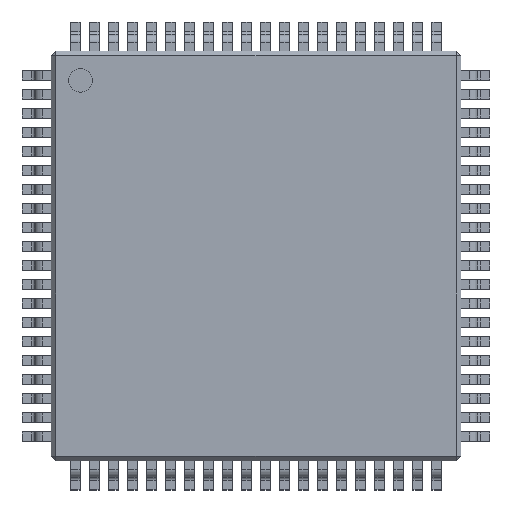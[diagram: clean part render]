
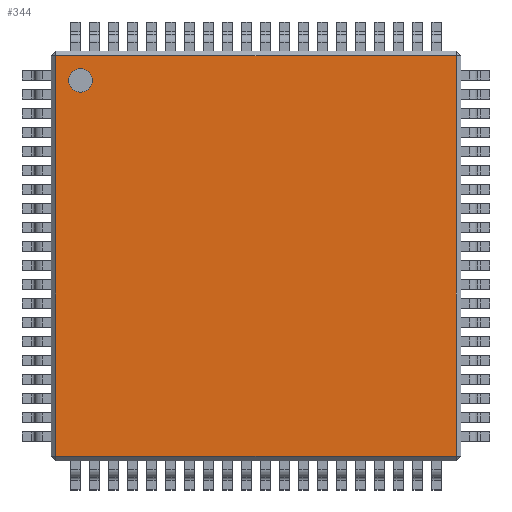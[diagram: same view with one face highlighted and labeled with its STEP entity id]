
A CAD part, top view. The second image highlights one B-rep face of the part: STEP entity #344.
In plain terms, the highlighted planar face has unit normal (0, 0, 1).
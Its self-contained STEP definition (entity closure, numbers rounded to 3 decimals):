
#13=DIRECTION('',(0.,0.,1.));
#14=DIRECTION('',(1.,0.,0.));
#144=VECTOR('',#145,1.);
#145=DIRECTION('',(0.,1.,0.));
#218=VERTEX_POINT('',#219);
#219=CARTESIAN_POINT('',(-6.85,-6.85,1.4));
#227=VERTEX_POINT('',#228);
#228=CARTESIAN_POINT('',(-6.85,6.85,1.4));
#233=ORIENTED_EDGE('',*,*,#234,.F.);
#234=EDGE_CURVE('',#218,#227,#235,.T.);
#235=LINE('',#236,#144);
#236=CARTESIAN_POINT('',(-6.85,-7.,1.4));
#302=VECTOR('',#14,1.);
#344=ADVANCED_FACE('',(#345,#363),#372,.T.);
#345=FACE_BOUND('',#346,.T.);
#346=EDGE_LOOP('',(#233,#347,#353,#359));
#347=ORIENTED_EDGE('',*,*,#348,.T.);
#348=EDGE_CURVE('',#218,#349,#351,.T.);
#349=VERTEX_POINT('',#350);
#350=CARTESIAN_POINT('',(6.85,-6.85,1.4));
#351=LINE('',#352,#302);
#352=CARTESIAN_POINT('',(-7.,-6.85,1.4));
#353=ORIENTED_EDGE('',*,*,#354,.T.);
#354=EDGE_CURVE('',#349,#355,#357,.T.);
#355=VERTEX_POINT('',#356);
#356=CARTESIAN_POINT('',(6.85,6.85,1.4));
#357=LINE('',#358,#144);
#358=CARTESIAN_POINT('',(6.85,-7.,1.4));
#359=ORIENTED_EDGE('',*,*,#360,.F.);
#360=EDGE_CURVE('',#227,#355,#361,.T.);
#361=LINE('',#362,#302);
#362=CARTESIAN_POINT('',(-7.,6.85,1.4));
#363=FACE_BOUND('',#364,.T.);
#364=EDGE_LOOP('',(#365));
#365=ORIENTED_EDGE('',*,*,#366,.F.);
#366=EDGE_CURVE('',#367,#367,#369,.T.);
#367=VERTEX_POINT('',#368);
#368=CARTESIAN_POINT('',(-5.6,6.,1.4));
#369=CIRCLE('',#370,0.4);
#370=AXIS2_PLACEMENT_3D('',#371,#13,#14);
#371=CARTESIAN_POINT('',(-6.,6.,1.4));
#372=PLANE('',#373);
#373=AXIS2_PLACEMENT_3D('',#374,#13,#14);
#374=CARTESIAN_POINT('',(-7.,-7.,1.4));
